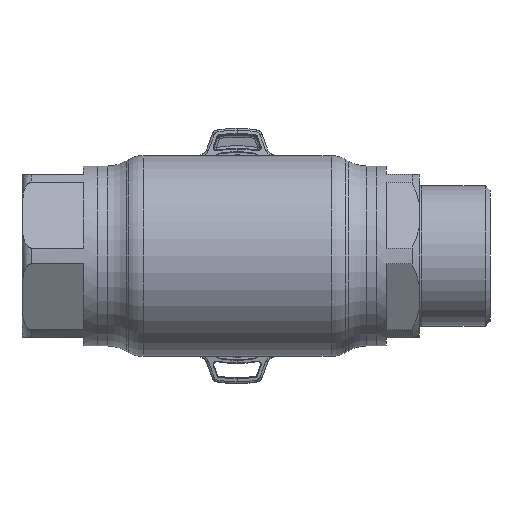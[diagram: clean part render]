
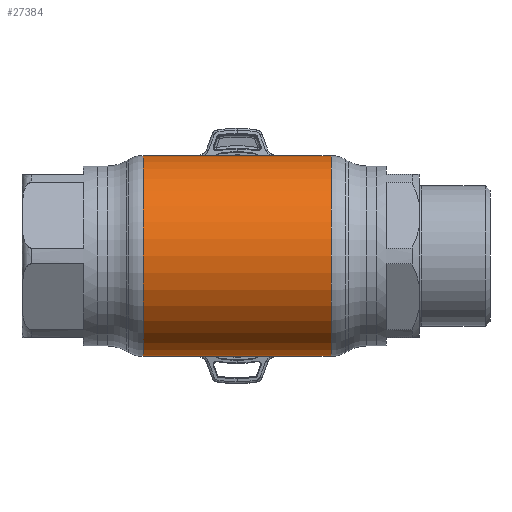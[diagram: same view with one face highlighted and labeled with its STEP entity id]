
A CAD part, front view. The second image highlights one B-rep face of the part: STEP entity #27384.
In plain terms, the highlighted cylindrical face has radius 42.5 mm (diameter 85 mm), a partial arc.
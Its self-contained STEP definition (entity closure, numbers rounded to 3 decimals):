
#751 = CIRCLE ( 'NONE', #26921, 42.5 ) ;
#2069 = ORIENTED_EDGE ( 'NONE', *, *, #9588, .T. ) ;
#2512 = AXIS2_PLACEMENT_3D ( 'NONE', #15297, #13263, #10720 ) ;
#5174 = LINE ( 'NONE', #15552, #10214 ) ;
#5660 = DIRECTION ( 'NONE',  ( -1., 0., 0. ) ) ;
#7151 = DIRECTION ( 'NONE',  ( -1., 0., 0. ) ) ;
#7336 = EDGE_CURVE ( 'NONE', #22340, #26301, #24553, .T. ) ;
#8149 = CARTESIAN_POINT ( 'NONE',  ( 39.749, 0., 42.5 ) ) ;
#8192 = VECTOR ( 'NONE', #7151, 1000. ) ;
#9092 = ORIENTED_EDGE ( 'NONE', *, *, #31716, .T. ) ;
#9449 = EDGE_CURVE ( 'NONE', #26301, #10479, #16702, .T. ) ;
#9480 = VERTEX_POINT ( 'NONE', #8149 ) ;
#9588 = EDGE_CURVE ( 'NONE', #9480, #10479, #5174, .T. ) ;
#10214 = VECTOR ( 'NONE', #5660, 1000. ) ;
#10479 = VERTEX_POINT ( 'NONE', #30515 ) ;
#10720 = DIRECTION ( 'NONE',  ( 0., 0., 1. ) ) ;
#13010 = DIRECTION ( 'NONE',  ( 0., 0., 1. ) ) ;
#13263 = DIRECTION ( 'NONE',  ( -1., 0., 0. ) ) ;
#14714 = CARTESIAN_POINT ( 'NONE',  ( -62.69, 0., -42.5 ) ) ;
#15297 = CARTESIAN_POINT ( 'NONE',  ( -62.69, 0., 0. ) ) ;
#15552 = CARTESIAN_POINT ( 'NONE',  ( -62.69, 0., 42.5 ) ) ;
#16702 = CIRCLE ( 'NONE', #19362, 42.5 ) ;
#17026 = EDGE_LOOP ( 'NONE', ( #28945, #9092, #2069, #28409 ) ) ;
#18280 = CARTESIAN_POINT ( 'NONE',  ( 39.749, 0., -42.5 ) ) ;
#18306 = CYLINDRICAL_SURFACE ( 'NONE', #2512, 42.5 ) ;
#18632 = DIRECTION ( 'NONE',  ( -1., 0., 0. ) ) ;
#19362 = AXIS2_PLACEMENT_3D ( 'NONE', #28667, #28332, #13010 ) ;
#22340 = VERTEX_POINT ( 'NONE', #18280 ) ;
#24553 = LINE ( 'NONE', #14714, #8192 ) ;
#26301 = VERTEX_POINT ( 'NONE', #26392 ) ;
#26392 = CARTESIAN_POINT ( 'NONE',  ( -39.749, 0., -42.5 ) ) ;
#26921 = AXIS2_PLACEMENT_3D ( 'NONE', #28234, #18632, #28892 ) ;
#27384 = ADVANCED_FACE ( 'NONE', ( #31282 ), #18306, .T. ) ;
#28234 = CARTESIAN_POINT ( 'NONE',  ( 39.749, 0., 0. ) ) ;
#28332 = DIRECTION ( 'NONE',  ( -1., 0., 0. ) ) ;
#28409 = ORIENTED_EDGE ( 'NONE', *, *, #9449, .F. ) ;
#28667 = CARTESIAN_POINT ( 'NONE',  ( -39.749, 0., 0. ) ) ;
#28892 = DIRECTION ( 'NONE',  ( 0., 0., 1. ) ) ;
#28945 = ORIENTED_EDGE ( 'NONE', *, *, #7336, .F. ) ;
#30515 = CARTESIAN_POINT ( 'NONE',  ( -39.749, 0., 42.5 ) ) ;
#31282 = FACE_OUTER_BOUND ( 'NONE', #17026, .T. ) ;
#31716 = EDGE_CURVE ( 'NONE', #22340, #9480, #751, .T. ) ;
